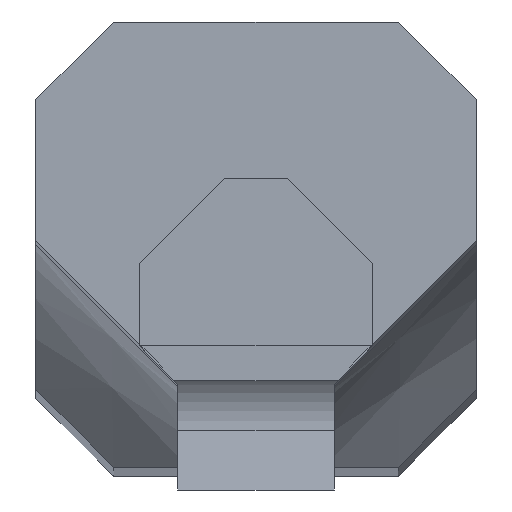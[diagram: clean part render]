
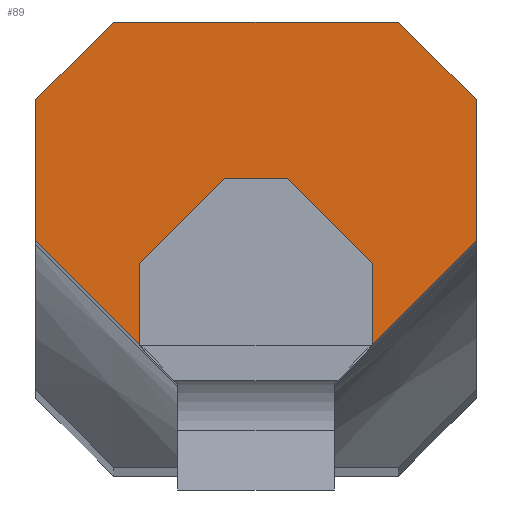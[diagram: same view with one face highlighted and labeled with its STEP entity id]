
A CAD part, top view. The second image highlights one B-rep face of the part: STEP entity #89.
In plain terms, the highlighted planar face has unit normal (0, 0, 1).
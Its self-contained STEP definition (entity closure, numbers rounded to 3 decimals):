
#89=ADVANCED_FACE('',(#172),#132,.F.);
#132=PLANE('',#844);
#172=FACE_OUTER_BOUND('',#215,.T.);
#215=EDGE_LOOP('',(#325,#326,#327,#328,#329,#330,#331,#332));
#325=ORIENTED_EDGE('',*,*,#575,.T.);
#326=ORIENTED_EDGE('',*,*,#576,.T.);
#327=ORIENTED_EDGE('',*,*,#577,.T.);
#328=ORIENTED_EDGE('',*,*,#562,.T.);
#329=ORIENTED_EDGE('',*,*,#563,.T.);
#330=ORIENTED_EDGE('',*,*,#546,.T.);
#331=ORIENTED_EDGE('',*,*,#565,.T.);
#332=ORIENTED_EDGE('',*,*,#542,.T.);
#471=VERTEX_POINT('',#1118);
#473=VERTEX_POINT('',#1121);
#475=VERTEX_POINT('',#1128);
#476=VERTEX_POINT('',#1129);
#488=VERTEX_POINT('',#1155);
#490=VERTEX_POINT('',#1160);
#491=VERTEX_POINT('',#1186);
#492=VERTEX_POINT('',#1188);
#542=EDGE_CURVE('',#473,#471,#645,.T.);
#546=EDGE_CURVE('',#475,#476,#648,.T.);
#562=EDGE_CURVE('',#488,#490,#663,.T.);
#563=EDGE_CURVE('',#490,#475,#664,.T.);
#565=EDGE_CURVE('',#476,#473,#666,.T.);
#575=EDGE_CURVE('',#471,#491,#676,.T.);
#576=EDGE_CURVE('',#491,#492,#677,.T.);
#577=EDGE_CURVE('',#492,#488,#678,.T.);
#645=LINE('',#1120,#740);
#648=LINE('',#1127,#743);
#663=LINE('',#1161,#758);
#664=LINE('',#1163,#759);
#666=LINE('',#1166,#761);
#676=LINE('',#1185,#771);
#677=LINE('',#1187,#772);
#678=LINE('',#1189,#773);
#740=VECTOR('',#895,1.);
#743=VECTOR('',#902,1.);
#758=VECTOR('',#923,1.);
#759=VECTOR('',#926,1.);
#761=VECTOR('',#930,1.);
#771=VECTOR('',#958,1.);
#772=VECTOR('',#959,1.);
#773=VECTOR('',#960,1.);
#844=AXIS2_PLACEMENT_3D('',#1190,#961,#962);
#895=DIRECTION('',(0.,-1.,0.));
#902=DIRECTION('',(-1.,0.,0.));
#923=DIRECTION('',(0.,1.,0.));
#926=DIRECTION('',(-0.707,0.707,0.));
#930=DIRECTION('',(-0.707,-0.707,0.));
#958=DIRECTION('',(0.707,-0.707,0.));
#959=DIRECTION('',(1.,0.,0.));
#960=DIRECTION('',(0.707,0.707,0.));
#961=DIRECTION('',(0.,0.,-1.));
#962=DIRECTION('',(-1.,0.,0.));
#1118=CARTESIAN_POINT('',(0.,5.7,199.85));
#1120=CARTESIAN_POINT('',(0.,5.65,199.85));
#1121=CARTESIAN_POINT('',(0.,9.3,199.85));
#1127=CARTESIAN_POINT('',(5.65,11.3,199.85));
#1128=CARTESIAN_POINT('',(9.3,11.3,199.85));
#1129=CARTESIAN_POINT('',(2.,11.3,199.85));
#1155=CARTESIAN_POINT('',(11.3,5.7,199.85));
#1160=CARTESIAN_POINT('',(11.3,9.3,199.85));
#1161=CARTESIAN_POINT('',(11.3,5.65,199.85));
#1163=CARTESIAN_POINT('',(11.3,9.3,199.85));
#1166=CARTESIAN_POINT('',(2.,11.3,199.85));
#1185=CARTESIAN_POINT('',(3.75,1.95,199.85));
#1186=CARTESIAN_POINT('',(2.7,3.,199.85));
#1187=CARTESIAN_POINT('',(7.4,3.,199.85));
#1188=CARTESIAN_POINT('',(8.6,3.,199.85));
#1189=CARTESIAN_POINT('',(7.55,1.95,199.85));
#1190=CARTESIAN_POINT('',(5.65,3.849,199.85));
